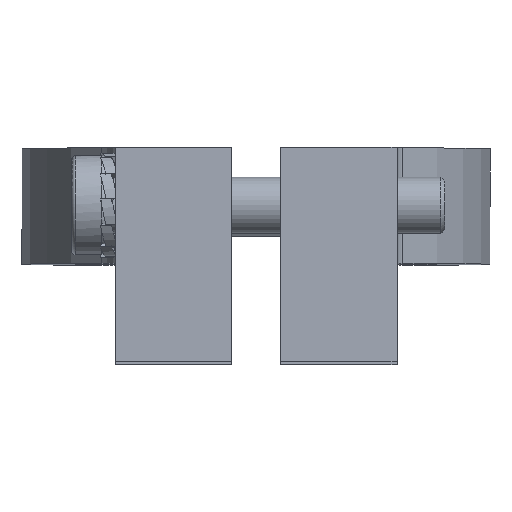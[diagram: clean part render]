
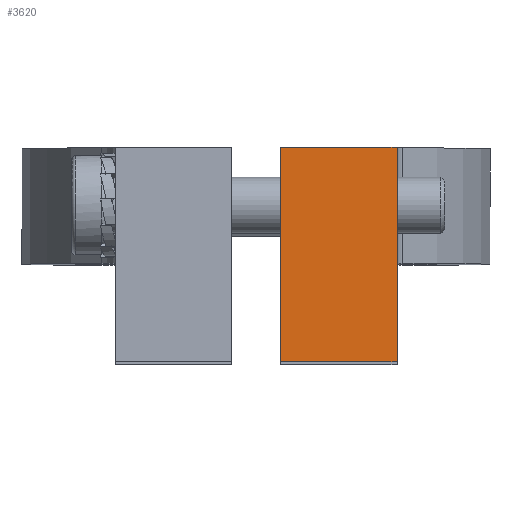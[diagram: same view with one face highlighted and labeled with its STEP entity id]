
A CAD part, left-side view. The second image highlights one B-rep face of the part: STEP entity #3620.
In plain terms, the highlighted face is planar.
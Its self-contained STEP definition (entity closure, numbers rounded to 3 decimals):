
#234=PLANE('',#3914);
#368=FACE_OUTER_BOUND('',#596,.T.);
#596=EDGE_LOOP('',(#2577,#2578,#2579,#2580));
#831=LINE('',#5682,#1109);
#841=LINE('',#5702,#1119);
#858=LINE('',#5736,#1136);
#862=LINE('',#5744,#1140);
#1109=VECTOR('',#4435,10.);
#1119=VECTOR('',#4451,10.);
#1136=VECTOR('',#4488,10.);
#1140=VECTOR('',#4500,10.);
#1567=VERTEX_POINT('',#5679);
#1568=VERTEX_POINT('',#5681);
#1575=VERTEX_POINT('',#5700);
#1582=VERTEX_POINT('',#5735);
#1924=EDGE_CURVE('',#1567,#1568,#831,.T.);
#1935=EDGE_CURVE('',#1575,#1567,#841,.T.);
#1952=EDGE_CURVE('',#1582,#1575,#858,.T.);
#1956=EDGE_CURVE('',#1582,#1568,#862,.T.);
#2577=ORIENTED_EDGE('',*,*,#1956,.T.);
#2578=ORIENTED_EDGE('',*,*,#1924,.F.);
#2579=ORIENTED_EDGE('',*,*,#1935,.F.);
#2580=ORIENTED_EDGE('',*,*,#1952,.F.);
#3620=ADVANCED_FACE('',(#368),#234,.T.);
#3914=AXIS2_PLACEMENT_3D('',#5746,#4502,#4503);
#4435=DIRECTION('',(0.,1.,0.));
#4451=DIRECTION('',(0.,0.,1.));
#4488=DIRECTION('',(0.,-1.,0.));
#4500=DIRECTION('',(0.,0.,1.));
#4502=DIRECTION('center_axis',(1.,0.,0.));
#4503=DIRECTION('ref_axis',(0.,1.,0.));
#5679=CARTESIAN_POINT('',(34.5,0.,11.89));
#5681=CARTESIAN_POINT('',(34.5,12.,11.89));
#5682=CARTESIAN_POINT('',(34.5,0.,11.89));
#5700=CARTESIAN_POINT('',(34.5,0.,-10.17));
#5702=CARTESIAN_POINT('',(34.5,0.,0.));
#5735=CARTESIAN_POINT('',(34.5,12.,-10.17));
#5736=CARTESIAN_POINT('',(34.5,12.,-10.17));
#5744=CARTESIAN_POINT('',(34.5,12.,0.));
#5746=CARTESIAN_POINT('Origin',(34.5,0.,0.));
